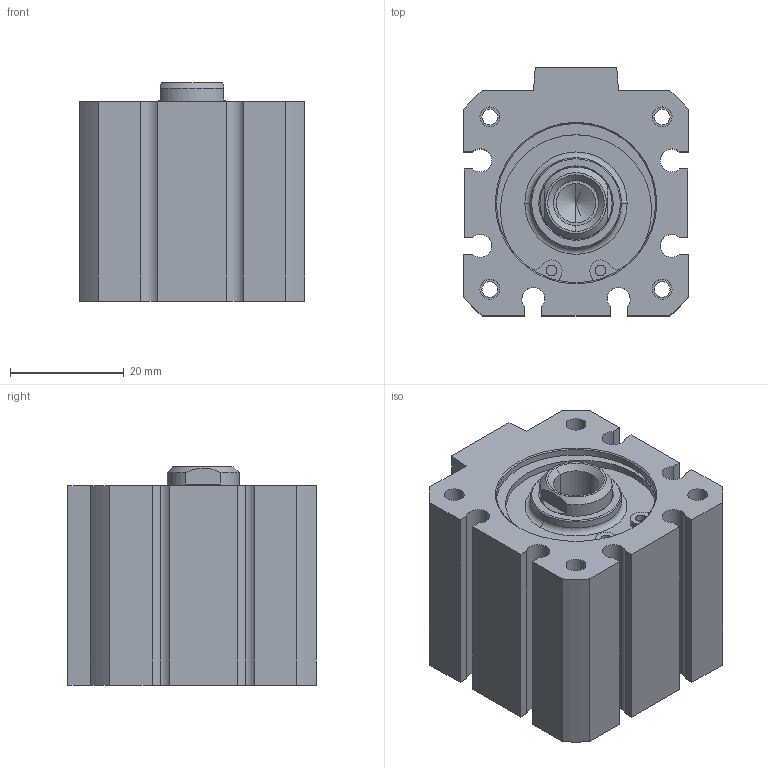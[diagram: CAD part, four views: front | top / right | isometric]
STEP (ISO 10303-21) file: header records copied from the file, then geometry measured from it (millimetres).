
FILE_DESCRIPTION (( 'STEP AP214' ), '1' );
FILE_NAME ('NCQ8A106-050.step.step', '2021-06-25T19:34:57', ( '' ), ( '' ), 'SwSTEP 2.0', 'SolidWorks 2021', '' );
FILE_SCHEMA (( 'AUTOMOTIVE_DESIGN' ));
Length unit declared in the file: millimetre
Products named in the file (4): NCQ8A106-050.step_NCQ8 Rod_106-LONG; NCQ8A106-050.step_NCQ8 Tube_106A; NCQ8A106-050.step; NCQ8A106-050.step_Snap Ring_106
Assembly tree (3 placements, depth 2):
  NCQ8A106-050.step
    NCQ8A106-050.step_NCQ8 Tube_106A
    NCQ8A106-050.step_NCQ8 Rod_106-LONG
    NCQ8A106-050.step_Snap Ring_106
Bounding box: 39.69 x 43.66 x 38.35 mm (x, y, z)
Volume: 43214.8 mm3; surface area: 19137.4 mm2
Topology: 3 solids, 3 shells, 158 faces, 385 edges, 247 vertices
Faces by surface type: cylinder 77, plane 55, cone 24, torus 2
Entity records: 4845 total; most frequent: DIRECTION 879, CARTESIAN_POINT 830, ORIENTED_EDGE 758, EDGE_CURVE 379, AXIS2_PLACEMENT_3D 344, VERTEX_POINT 247, LINE 191, VECTOR 191
